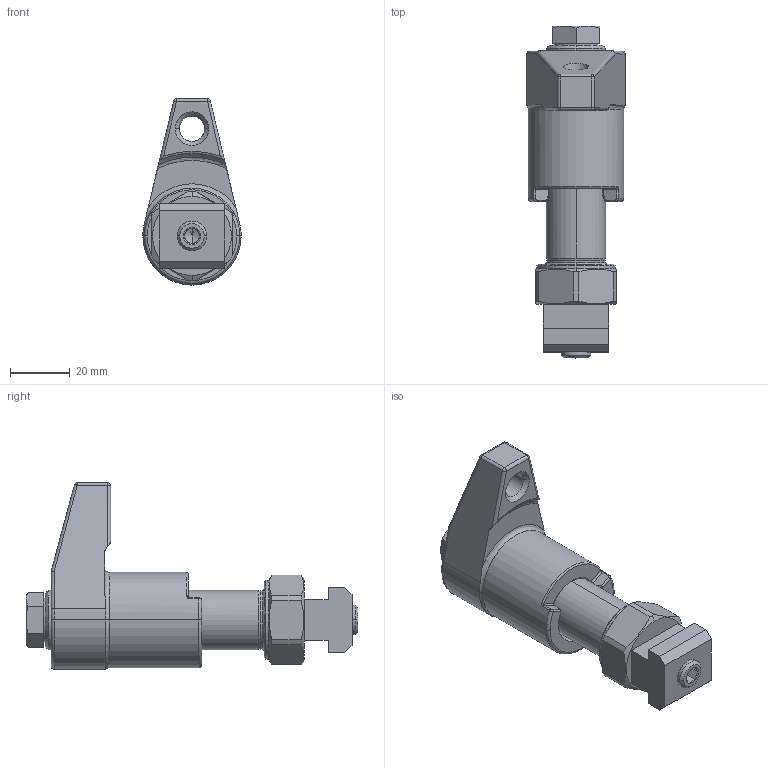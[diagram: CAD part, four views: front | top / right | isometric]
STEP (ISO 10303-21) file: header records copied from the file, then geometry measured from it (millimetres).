
FILE_DESCRIPTION (( 'STEP AP214' ), '1' );
FILE_NAME ('23310.0041_65mm.STEP', '2023-06-14T07:31:47', ( '' ), ( '' ), 'SwSTEP 2.0', 'SolidWorks 2021', '' );
FILE_SCHEMA (( 'AUTOMOTIVE_DESIGN' ));
Length unit declared in the file: millimetre
Products named in the file (1): 23310.0041_65mm
Bounding box: 33 x 111.4 x 62.5 mm (x, y, z)
Volume: 72776.4 mm3; surface area: 14441.3 mm2
Topology: 1 solids, 1 shells, 160 faces, 376 edges, 221 vertices
Faces by surface type: cylinder 47, plane 46, cone 39, torus 16, bspline 8, sphere 4
Entity records: 6823 total; most frequent: CARTESIAN_POINT 1491, ORIENTED_EDGE 744, DIRECTION 740, EDGE_CURVE 372, AXIS2_PLACEMENT_3D 299, VERTEX_POINT 221, EDGE_LOOP 169, UNCERTAINTY_MEASURE_WITH_UNIT 163
